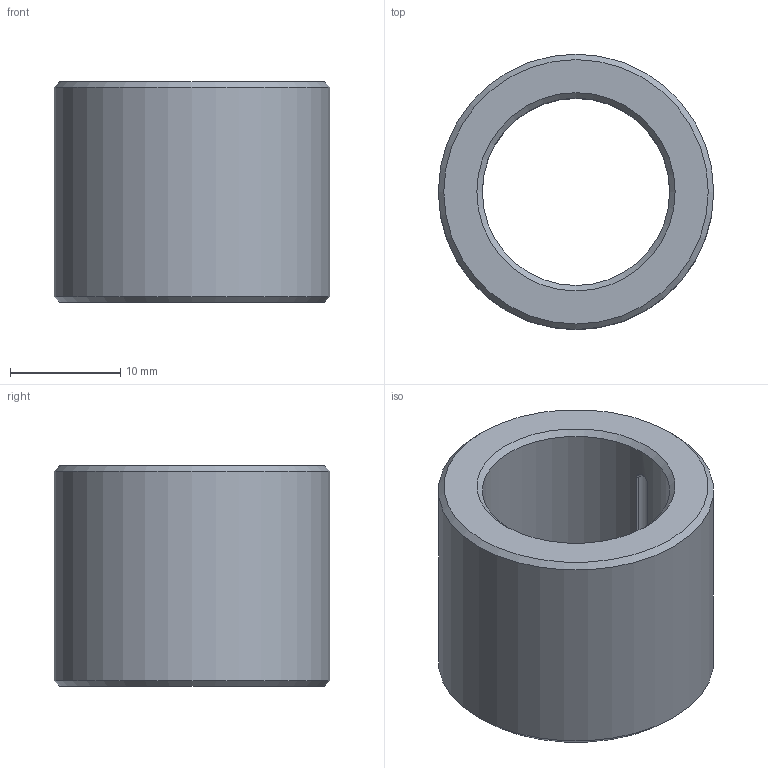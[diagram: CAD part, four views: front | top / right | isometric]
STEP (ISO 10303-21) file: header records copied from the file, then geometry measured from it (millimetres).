
FILE_DESCRIPTION(('STEP AP203'),'1');
FILE_NAME('580-LM1720.stp','2016-12-28T11:18:05',(' '),(' '),'Spatial InterOp 3D',' ',' ');
FILE_SCHEMA(('CONFIG_CONTROL_DESIGN'));
Length unit declared in the file: metre
Products named in the file (2): 580-LM17x20
Assembly tree (1 placements, depth 2):
  (unnamed)
    580-LM17x20
Bounding box: 25 x 25 x 20 mm (x, y, z)
Volume: 5227.6 mm3; surface area: 3110.2 mm2
Topology: 1 solids, 1 shells, 15 faces, 32 edges, 18 vertices
Faces by surface type: cylinder 5, plane 4, cone 4, sphere 2
Full cylindrical faces by diameter (mm): 17 x1, 25 x1
Entity records: 466 total; most frequent: CARTESIAN_POINT 81, DIRECTION 66, ORIENTED_EDGE 44, AXIS2_PLACEMENT_3D 29, EDGE_LOOP 24, EDGE_CURVE 22, FACE_OUTER_BOUND 17, VERTEX_POINT 16
